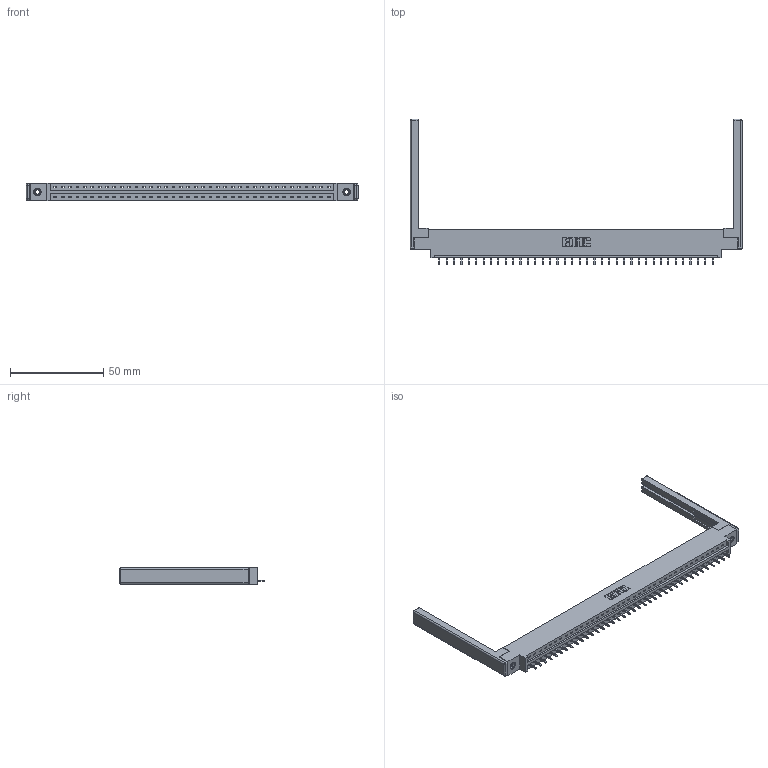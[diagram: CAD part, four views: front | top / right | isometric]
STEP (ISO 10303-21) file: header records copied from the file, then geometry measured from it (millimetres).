
FILE_DESCRIPTION (( 'STEP AP203' ), '1' );
FILE_NAME ('387-038-521-668.STEP', '2019-10-04T15:36:51', ( '' ), ( '' ), 'SwSTEP 2.0', 'SolidWorks 2016', '' );
FILE_SCHEMA (( 'CONFIG_CONTROL_DESIGN' ));
Length unit declared in the file: inch
Products named in the file (5): 337 Part_0.170 Offset - 0.156 Dia-TI; 387-038-521-668; 345-292-001_345-293-121; 307-220-068; 345-250-001_345-250-001-102
Assembly tree (43 placements, depth 2):
  387-038-521-668
    337 Part_0.170 Offset - 0.156 Dia-TI
    345-292-001_345-293-121  x38
    345-250-001_345-250-001-102  x2
    307-220-068  x2
Bounding box: 178 x 78.11 x 9.4 mm (x, y, z)
Volume: 22616 mm3; surface area: 22541.1 mm2
Topology: 43 solids, 43 shells, 2628 faces, 7857 edges, 5166 vertices
Faces by surface type: plane 1910, cylinder 694, cone 12, sphere 8, torus 4
Entity records: 31674 total; most frequent: CARTESIAN_POINT 5473, ORIENTED_EDGE 5436, DIRECTION 4688, EDGE_CURVE 2718, VECTOR 2540, LINE 2540, VERTEX_POINT 1802, AXIS2_PLACEMENT_3D 1074
